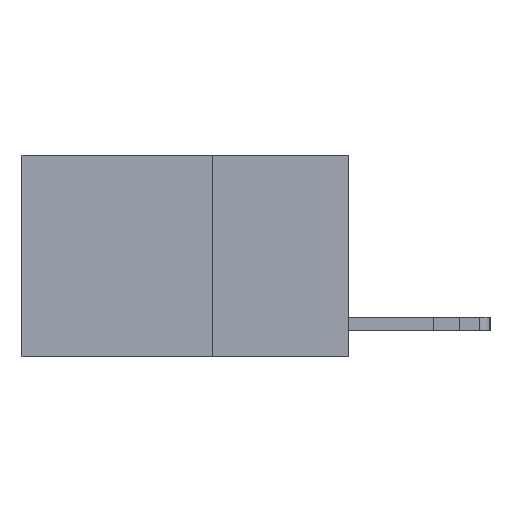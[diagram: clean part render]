
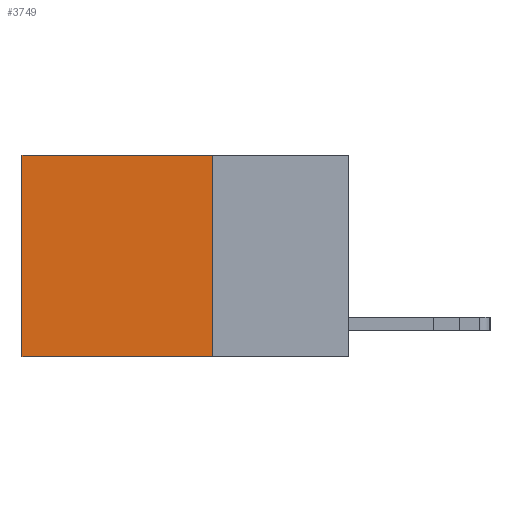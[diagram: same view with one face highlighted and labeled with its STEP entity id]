
A CAD part, left-side view. The second image highlights one B-rep face of the part: STEP entity #3749.
In plain terms, the highlighted planar face has unit normal (-1, 0, 0).
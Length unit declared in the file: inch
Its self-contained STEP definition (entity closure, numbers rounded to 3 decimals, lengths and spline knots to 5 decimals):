
#340 = LINE ( 'NONE', #2888, #16858 ) ;
#472 = CARTESIAN_POINT ( 'NONE',  ( 0.2625, 0.25, 0. ) ) ;
#825 = PLANE ( 'NONE',  #4075 ) ;
#1019 = VERTEX_POINT ( 'NONE', #5005 ) ;
#2036 = DIRECTION ( 'NONE',  ( 0., 1., 0. ) ) ;
#2186 = EDGE_CURVE ( 'NONE', #1019, #8760, #16275, .T. ) ;
#2888 = CARTESIAN_POINT ( 'NONE',  ( 0.2625, 0.25, 0. ) ) ;
#2962 = CARTESIAN_POINT ( 'NONE',  ( 0.2625, 0.25, -0.37 ) ) ;
#3021 = EDGE_CURVE ( 'NONE', #1019, #10735, #340, .T. ) ;
#3172 = LINE ( 'NONE', #9960, #11370 ) ;
#3749 = ADVANCED_FACE ( 'NONE', ( #4684 ), #825, .F. ) ;
#4075 = AXIS2_PLACEMENT_3D ( 'NONE', #11307, #15166, #9987 ) ;
#4450 = ORIENTED_EDGE ( 'NONE', *, *, #2186, .F. ) ;
#4684 = FACE_OUTER_BOUND ( 'NONE', #14932, .T. ) ;
#4831 = LINE ( 'NONE', #12607, #13653 ) ;
#4929 = ORIENTED_EDGE ( 'NONE', *, *, #9316, .F. ) ;
#5005 = CARTESIAN_POINT ( 'NONE',  ( 0.2625, 0.25, 0. ) ) ;
#5100 = CARTESIAN_POINT ( 'NONE',  ( 0.2625, 0.6, 0. ) ) ;
#5804 = DIRECTION ( 'NONE',  ( 0., 0., -1. ) ) ;
#6454 = CARTESIAN_POINT ( 'NONE',  ( 0.2625, 0.6, -0.37 ) ) ;
#6843 = EDGE_CURVE ( 'NONE', #10735, #12454, #4831, .T. ) ;
#7415 = ORIENTED_EDGE ( 'NONE', *, *, #6843, .T. ) ;
#7928 = VECTOR ( 'NONE', #5804, 39.37008 ) ;
#8760 = VERTEX_POINT ( 'NONE', #2962 ) ;
#9316 = EDGE_CURVE ( 'NONE', #8760, #12454, #3172, .T. ) ;
#9960 = CARTESIAN_POINT ( 'NONE',  ( 0.2625, 0.25, -0.37 ) ) ;
#9987 = DIRECTION ( 'NONE',  ( 0., 0., -1. ) ) ;
#10735 = VERTEX_POINT ( 'NONE', #5100 ) ;
#11307 = CARTESIAN_POINT ( 'NONE',  ( 0.2625, 0.25, 0. ) ) ;
#11370 = VECTOR ( 'NONE', #2036, 39.37008 ) ;
#12401 = DIRECTION ( 'NONE',  ( 0., 1., 0. ) ) ;
#12454 = VERTEX_POINT ( 'NONE', #6454 ) ;
#12607 = CARTESIAN_POINT ( 'NONE',  ( 0.2625, 0.6, 0. ) ) ;
#13653 = VECTOR ( 'NONE', #15493, 39.37008 ) ;
#14932 = EDGE_LOOP ( 'NONE', ( #7415, #4929, #4450, #15699 ) ) ;
#15166 = DIRECTION ( 'NONE',  ( 1., 0., 0. ) ) ;
#15493 = DIRECTION ( 'NONE',  ( 0., 0., -1. ) ) ;
#15699 = ORIENTED_EDGE ( 'NONE', *, *, #3021, .T. ) ;
#16275 = LINE ( 'NONE', #472, #7928 ) ;
#16858 = VECTOR ( 'NONE', #12401, 39.37008 ) ;
